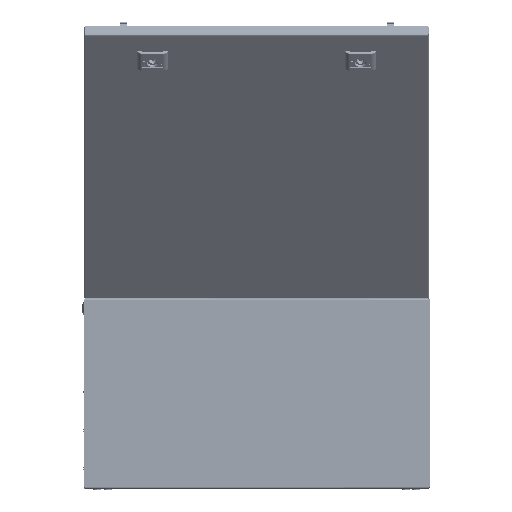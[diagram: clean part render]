
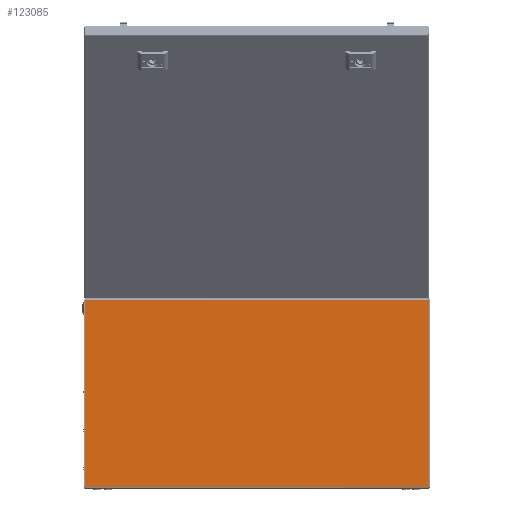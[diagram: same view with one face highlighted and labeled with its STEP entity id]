
A CAD part, front view. The second image highlights one B-rep face of the part: STEP entity #123085.
In plain terms, the highlighted planar face has unit normal (0, -1, 0).
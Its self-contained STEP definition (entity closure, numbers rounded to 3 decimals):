
#4853 = LINE ( 'NONE', #4857, #79275 ) ;
#4857 = CARTESIAN_POINT ( 'NONE',  ( -248.5, -250., 1.5 ) ) ;
#4859 = DIRECTION ( 'NONE',  ( -1., 0., 0. ) ) ;
#4898 = LINE ( 'NONE', #4902, #79282 ) ;
#4902 = CARTESIAN_POINT ( 'NONE',  ( 247.793, -250., 270.5 ) ) ;
#4906 = DIRECTION ( 'NONE',  ( -1., 0., 0. ) ) ;
#4912 = LINE ( 'NONE', #4945, #79270 ) ;
#4932 = LINE ( 'NONE', #4936, #79284 ) ;
#4936 = CARTESIAN_POINT ( 'NONE',  ( -248.4, -250., 1.5 ) ) ;
#4940 = DIRECTION ( 'NONE',  ( 0., 0., 1. ) ) ;
#4945 = CARTESIAN_POINT ( 'NONE',  ( 248.4, -250., 1.5 ) ) ;
#4949 = DIRECTION ( 'NONE',  ( 0., 0., 1. ) ) ;
#8174 = EDGE_LOOP ( 'NONE', ( #66697, #66699, #66701, #66704 ) ) ;
#57597 = AXIS2_PLACEMENT_3D ( 'NONE', #95885, #95892, #95893 ) ;
#66697 = ORIENTED_EDGE ( 'NONE', *, *, #145605, .T. ) ;
#66699 = ORIENTED_EDGE ( 'NONE', *, *, #145607, .F. ) ;
#66701 = ORIENTED_EDGE ( 'NONE', *, *, #145602, .F. ) ;
#66704 = ORIENTED_EDGE ( 'NONE', *, *, #145608, .T. ) ;
#79270 = VECTOR ( 'NONE', #4949, 1000. ) ;
#79275 = VECTOR ( 'NONE', #4859, 1000. ) ;
#79282 = VECTOR ( 'NONE', #4906, 1000. ) ;
#79284 = VECTOR ( 'NONE', #4940, 1000. ) ;
#95885 = CARTESIAN_POINT ( 'NONE',  ( -248.5, -250., 272. ) ) ;
#95888 = FACE_OUTER_BOUND ( 'NONE', #8174, .T. ) ;
#95889 = PLANE ( 'NONE',  #57597 ) ;
#95892 = DIRECTION ( 'NONE',  ( 0., 1., 0. ) ) ;
#95893 = DIRECTION ( 'NONE',  ( 0., 0., 1. ) ) ;
#107189 = VERTEX_POINT ( 'NONE', #113033 ) ;
#107190 = VERTEX_POINT ( 'NONE', #113034 ) ;
#107194 = VERTEX_POINT ( 'NONE', #113038 ) ;
#107196 = VERTEX_POINT ( 'NONE', #113040 ) ;
#113033 = CARTESIAN_POINT ( 'NONE',  ( -248.4, -250., 270.5 ) ) ;
#113034 = CARTESIAN_POINT ( 'NONE',  ( -248.4, -250., 1.5 ) ) ;
#113038 = CARTESIAN_POINT ( 'NONE',  ( 248.4, -250., 270.5 ) ) ;
#113040 = CARTESIAN_POINT ( 'NONE',  ( 248.4, -250., 1.5 ) ) ;
#123085 = ADVANCED_FACE ( 'NONE', ( #95888 ), #95889, .F. ) ;
#145602 = EDGE_CURVE ( 'NONE', #107196, #107190, #4853, .T. ) ;
#145605 = EDGE_CURVE ( 'NONE', #107194, #107189, #4898, .T. ) ;
#145607 = EDGE_CURVE ( 'NONE', #107190, #107189, #4932, .T. ) ;
#145608 = EDGE_CURVE ( 'NONE', #107196, #107194, #4912, .T. ) ;
